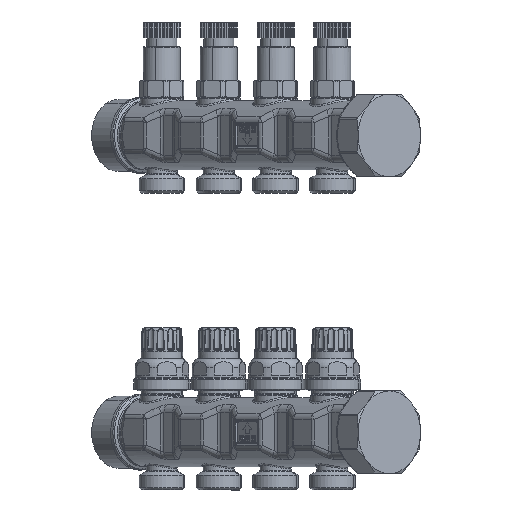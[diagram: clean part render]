
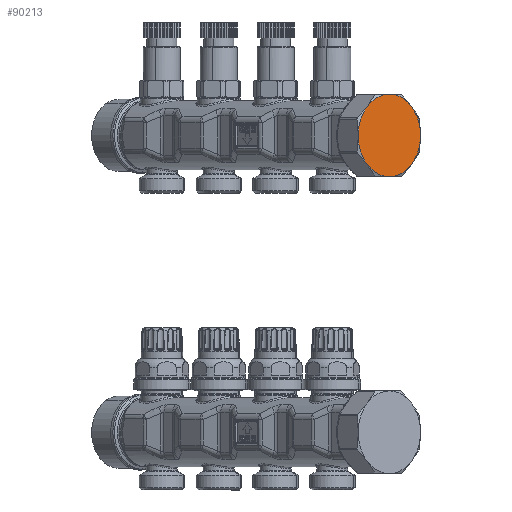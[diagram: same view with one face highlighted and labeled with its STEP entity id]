
A CAD part, left-side view. The second image highlights one B-rep face of the part: STEP entity #90213.
In plain terms, the highlighted planar face has unit normal (-0.752, -0.659, 0).
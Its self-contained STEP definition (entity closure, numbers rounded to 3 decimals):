
#90126=CARTESIAN_POINT('Axis2P3D Location',(3.136,-155.829,-24.)) ;
#90131=CARTESIAN_POINT('Axis2P3D Location',(3.136,-155.829,0.)) ;
#90135=CARTESIAN_POINT('Vertex',(3.136,-155.829,24.)) ;
#90137=CARTESIAN_POINT('Vertex',(-4.451,-147.179,21.062)) ;
#90140=CARTESIAN_POINT('Axis2P3D Location',(3.136,-155.829,0.)) ;
#90144=CARTESIAN_POINT('Vertex',(-8.055,-143.071,16.971)) ;
#90147=CARTESIAN_POINT('Axis2P3D Location',(3.136,-155.829,0.)) ;
#90151=CARTESIAN_POINT('Vertex',(-12.69,-137.786,0.)) ;
#90154=CARTESIAN_POINT('Axis2P3D Location',(3.136,-155.829,0.)) ;
#90158=CARTESIAN_POINT('Vertex',(-8.055,-143.071,-16.971)) ;
#90161=CARTESIAN_POINT('Axis2P3D Location',(3.136,-155.829,0.)) ;
#90165=CARTESIAN_POINT('Vertex',(3.136,-155.829,-24.)) ;
#90168=CARTESIAN_POINT('Axis2P3D Location',(3.136,-155.829,0.)) ;
#90172=CARTESIAN_POINT('Vertex',(10.723,-164.479,-21.062)) ;
#90175=CARTESIAN_POINT('Axis2P3D Location',(3.136,-155.829,0.)) ;
#90179=CARTESIAN_POINT('Vertex',(14.326,-168.588,-16.971)) ;
#90182=CARTESIAN_POINT('Axis2P3D Location',(3.136,-155.829,0.)) ;
#90186=CARTESIAN_POINT('Vertex',(18.961,-173.872,0.)) ;
#90189=CARTESIAN_POINT('Axis2P3D Location',(3.136,-155.829,0.)) ;
#90193=CARTESIAN_POINT('Vertex',(14.326,-168.588,16.971)) ;
#90196=CARTESIAN_POINT('Axis2P3D Location',(3.136,-155.829,0.)) ;
#90127=DIRECTION('Axis2P3D Direction',(-0.752,-0.659,0.)) ;
#90128=DIRECTION('Axis2P3D XDirection',(0.659,-0.752,0.)) ;
#90132=DIRECTION('Axis2P3D Direction',(-0.752,-0.659,0.)) ;
#90141=DIRECTION('Axis2P3D Direction',(-0.752,-0.659,0.)) ;
#90148=DIRECTION('Axis2P3D Direction',(-0.752,-0.659,0.)) ;
#90155=DIRECTION('Axis2P3D Direction',(-0.752,-0.659,0.)) ;
#90162=DIRECTION('Axis2P3D Direction',(-0.752,-0.659,0.)) ;
#90169=DIRECTION('Axis2P3D Direction',(-0.752,-0.659,0.)) ;
#90176=DIRECTION('Axis2P3D Direction',(-0.752,-0.659,0.)) ;
#90183=DIRECTION('Axis2P3D Direction',(-0.752,-0.659,0.)) ;
#90190=DIRECTION('Axis2P3D Direction',(-0.752,-0.659,0.)) ;
#90197=DIRECTION('Axis2P3D Direction',(-0.752,-0.659,0.)) ;
#90129=AXIS2_PLACEMENT_3D('Plane Axis2P3D',#90126,#90127,#90128) ;
#90133=AXIS2_PLACEMENT_3D('Circle Axis2P3D',#90131,#90132,$) ;
#90142=AXIS2_PLACEMENT_3D('Circle Axis2P3D',#90140,#90141,$) ;
#90149=AXIS2_PLACEMENT_3D('Circle Axis2P3D',#90147,#90148,$) ;
#90156=AXIS2_PLACEMENT_3D('Circle Axis2P3D',#90154,#90155,$) ;
#90163=AXIS2_PLACEMENT_3D('Circle Axis2P3D',#90161,#90162,$) ;
#90170=AXIS2_PLACEMENT_3D('Circle Axis2P3D',#90168,#90169,$) ;
#90177=AXIS2_PLACEMENT_3D('Circle Axis2P3D',#90175,#90176,$) ;
#90184=AXIS2_PLACEMENT_3D('Circle Axis2P3D',#90182,#90183,$) ;
#90191=AXIS2_PLACEMENT_3D('Circle Axis2P3D',#90189,#90190,$) ;
#90198=AXIS2_PLACEMENT_3D('Circle Axis2P3D',#90196,#90197,$) ;
#90134=CIRCLE('generated circle',#90133,24.) ;
#90143=CIRCLE('generated circle',#90142,24.) ;
#90150=CIRCLE('generated circle',#90149,24.) ;
#90157=CIRCLE('generated circle',#90156,24.) ;
#90164=CIRCLE('generated circle',#90163,24.) ;
#90171=CIRCLE('generated circle',#90170,24.) ;
#90178=CIRCLE('generated circle',#90177,24.) ;
#90185=CIRCLE('generated circle',#90184,24.) ;
#90192=CIRCLE('generated circle',#90191,24.) ;
#90199=CIRCLE('generated circle',#90198,24.) ;
#90130=PLANE('',#90129) ;
#90139=EDGE_CURVE('',#90136,#90138,#90134,.T.) ;
#90146=EDGE_CURVE('',#90138,#90145,#90143,.T.) ;
#90153=EDGE_CURVE('',#90145,#90152,#90150,.T.) ;
#90160=EDGE_CURVE('',#90152,#90159,#90157,.T.) ;
#90167=EDGE_CURVE('',#90159,#90166,#90164,.T.) ;
#90174=EDGE_CURVE('',#90166,#90173,#90171,.T.) ;
#90181=EDGE_CURVE('',#90173,#90180,#90178,.T.) ;
#90188=EDGE_CURVE('',#90180,#90187,#90185,.T.) ;
#90195=EDGE_CURVE('',#90187,#90194,#90192,.T.) ;
#90200=EDGE_CURVE('',#90194,#90136,#90199,.T.) ;
#90202=ORIENTED_EDGE('',*,*,#90139,.T.) ;
#90203=ORIENTED_EDGE('',*,*,#90146,.T.) ;
#90204=ORIENTED_EDGE('',*,*,#90153,.T.) ;
#90205=ORIENTED_EDGE('',*,*,#90160,.T.) ;
#90206=ORIENTED_EDGE('',*,*,#90167,.T.) ;
#90207=ORIENTED_EDGE('',*,*,#90174,.T.) ;
#90208=ORIENTED_EDGE('',*,*,#90181,.T.) ;
#90209=ORIENTED_EDGE('',*,*,#90188,.T.) ;
#90210=ORIENTED_EDGE('',*,*,#90195,.T.) ;
#90211=ORIENTED_EDGE('',*,*,#90200,.T.) ;
#90201=EDGE_LOOP('',(#90202,#90203,#90204,#90205,#90206,#90207,#90208,#90209,#90210,#90211)) ;
#90136=VERTEX_POINT('',#90135) ;
#90138=VERTEX_POINT('',#90137) ;
#90145=VERTEX_POINT('',#90144) ;
#90152=VERTEX_POINT('',#90151) ;
#90159=VERTEX_POINT('',#90158) ;
#90166=VERTEX_POINT('',#90165) ;
#90173=VERTEX_POINT('',#90172) ;
#90180=VERTEX_POINT('',#90179) ;
#90187=VERTEX_POINT('',#90186) ;
#90194=VERTEX_POINT('',#90193) ;
#90213=ADVANCED_FACE('PartBody',(#90212),#90130,.T.) ;
#90212=FACE_OUTER_BOUND('',#90201,.T.) ;
